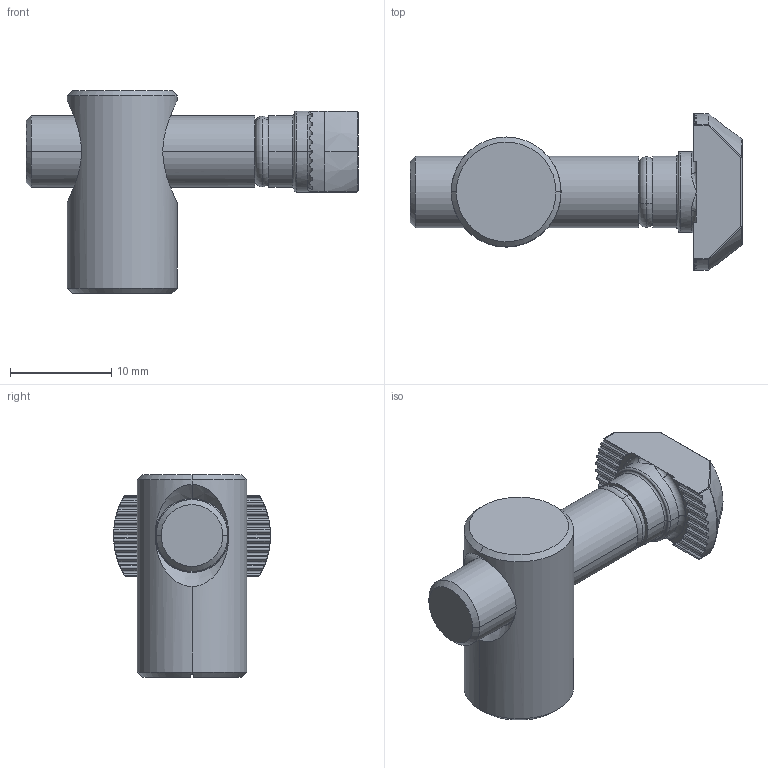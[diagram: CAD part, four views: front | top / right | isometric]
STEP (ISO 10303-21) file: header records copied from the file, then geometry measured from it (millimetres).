
FILE_DESCRIPTION (( 'STEP AP214' ), '1' );
FILE_NAME ('099b08110790.STEP', '2015-12-18T08:15:20', ( '' ), ( '' ), 'SwSTEP 2.0', 'SolidWorks 2015', '' );
FILE_SCHEMA (( 'AUTOMOTIVE_DESIGN' ));
Length unit declared in the file: millimetre
Products named in the file (5): 4Din914M0810MS02_099b08110700-3; 340ME409_Standard; 099b08110790R02_Standard; 099b08110700R01_Standard; 099b08110790
Assembly tree (4 placements, depth 2):
  099b08110790
    099b08110700R01_Standard
    099b08110790R02_Standard
    340ME409_Standard
    4Din914M0810MS02_099b08110700-3
Bounding box: 32.8 x 15.5 x 20 mm (x, y, z)
Volume: 2761.8 mm3; surface area: 2915.1 mm2
Topology: 4 solids, 4 shells, 362 faces, 883 edges, 518 vertices
Faces by surface type: cylinder 132, cone 114, plane 74, torus 21, bspline 11, sphere 10
Entity records: 13330 total; most frequent: CARTESIAN_POINT 5083, ORIENTED_EDGE 1746, DIRECTION 1575, EDGE_CURVE 873, AXIS2_PLACEMENT_3D 642, VERTEX_POINT 518, EDGE_LOOP 367, FACE_OUTER_BOUND 362
